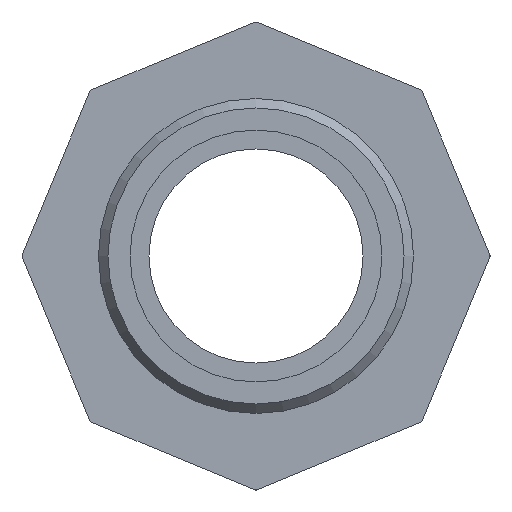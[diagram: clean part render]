
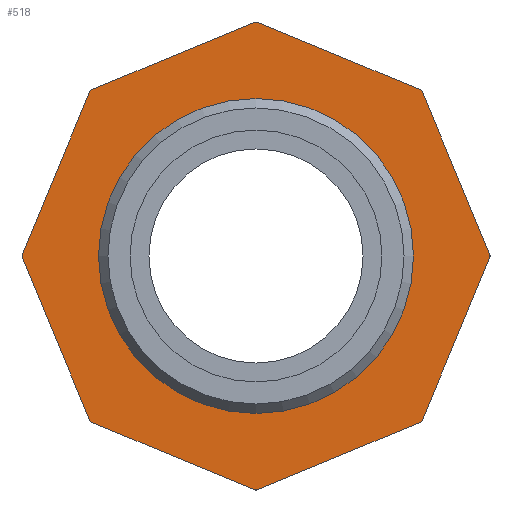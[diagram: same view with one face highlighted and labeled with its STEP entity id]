
A CAD part, left-side view. The second image highlights one B-rep face of the part: STEP entity #518.
In plain terms, the highlighted planar face has unit normal (-1, 0, 0).
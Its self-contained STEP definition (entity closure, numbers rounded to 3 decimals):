
#35=FACE_BOUND('',#111,.T.);
#49=PLANE('',#599);
#77=FACE_OUTER_BOUND('',#110,.T.);
#110=EDGE_LOOP('',(#463,#464,#465,#466,#467,#468,#469,#470,#471,#472,#473,
#474,#475,#476,#477,#478));
#111=EDGE_LOOP('',(#479));
#124=LINE('',#805,#162);
#134=LINE('',#843,#172);
#137=LINE('',#851,#175);
#140=LINE('',#859,#178);
#143=LINE('',#867,#181);
#146=LINE('',#875,#184);
#149=LINE('',#883,#187);
#151=LINE('',#889,#189);
#162=VECTOR('',#639,10.);
#172=VECTOR('',#673,10.);
#175=VECTOR('',#682,10.);
#178=VECTOR('',#691,10.);
#181=VECTOR('',#700,10.);
#184=VECTOR('',#709,10.);
#187=VECTOR('',#718,10.);
#189=VECTOR('',#726,10.);
#198=CIRCLE('',#550,20.);
#200=CIRCLE('',#553,0.5);
#209=CIRCLE('',#565,0.5);
#210=CIRCLE('',#568,0.5);
#211=CIRCLE('',#571,0.5);
#212=CIRCLE('',#574,0.5);
#213=CIRCLE('',#577,0.5);
#214=CIRCLE('',#580,0.5);
#215=CIRCLE('',#583,0.5);
#232=VERTEX_POINT('',#788);
#235=VERTEX_POINT('',#795);
#236=VERTEX_POINT('',#797);
#238=VERTEX_POINT('',#803);
#253=VERTEX_POINT('',#837);
#254=VERTEX_POINT('',#841);
#255=VERTEX_POINT('',#845);
#256=VERTEX_POINT('',#849);
#257=VERTEX_POINT('',#853);
#258=VERTEX_POINT('',#857);
#259=VERTEX_POINT('',#861);
#260=VERTEX_POINT('',#865);
#261=VERTEX_POINT('',#869);
#262=VERTEX_POINT('',#873);
#263=VERTEX_POINT('',#877);
#264=VERTEX_POINT('',#881);
#265=VERTEX_POINT('',#885);
#281=EDGE_CURVE('',#232,#232,#198,.T.);
#285=EDGE_CURVE('',#235,#236,#200,.T.);
#289=EDGE_CURVE('',#238,#235,#124,.T.);
#306=EDGE_CURVE('',#253,#238,#209,.T.);
#308=EDGE_CURVE('',#254,#253,#134,.T.);
#310=EDGE_CURVE('',#255,#254,#210,.T.);
#312=EDGE_CURVE('',#256,#255,#137,.T.);
#314=EDGE_CURVE('',#257,#256,#211,.T.);
#316=EDGE_CURVE('',#258,#257,#140,.T.);
#318=EDGE_CURVE('',#259,#258,#212,.T.);
#320=EDGE_CURVE('',#260,#259,#143,.T.);
#322=EDGE_CURVE('',#261,#260,#213,.T.);
#324=EDGE_CURVE('',#262,#261,#146,.T.);
#326=EDGE_CURVE('',#263,#262,#214,.T.);
#328=EDGE_CURVE('',#264,#263,#149,.T.);
#330=EDGE_CURVE('',#265,#264,#215,.T.);
#331=EDGE_CURVE('',#236,#265,#151,.T.);
#463=ORIENTED_EDGE('',*,*,#285,.F.);
#464=ORIENTED_EDGE('',*,*,#289,.F.);
#465=ORIENTED_EDGE('',*,*,#306,.F.);
#466=ORIENTED_EDGE('',*,*,#308,.F.);
#467=ORIENTED_EDGE('',*,*,#310,.F.);
#468=ORIENTED_EDGE('',*,*,#312,.F.);
#469=ORIENTED_EDGE('',*,*,#314,.F.);
#470=ORIENTED_EDGE('',*,*,#316,.F.);
#471=ORIENTED_EDGE('',*,*,#318,.F.);
#472=ORIENTED_EDGE('',*,*,#320,.F.);
#473=ORIENTED_EDGE('',*,*,#322,.F.);
#474=ORIENTED_EDGE('',*,*,#324,.F.);
#475=ORIENTED_EDGE('',*,*,#326,.F.);
#476=ORIENTED_EDGE('',*,*,#328,.F.);
#477=ORIENTED_EDGE('',*,*,#330,.F.);
#478=ORIENTED_EDGE('',*,*,#331,.F.);
#479=ORIENTED_EDGE('',*,*,#281,.F.);
#518=ADVANCED_FACE('',(#77,#35),#49,.F.);
#550=AXIS2_PLACEMENT_3D('',#789,#624,#625);
#553=AXIS2_PLACEMENT_3D('',#798,#632,#633);
#565=AXIS2_PLACEMENT_3D('',#839,#668,#669);
#568=AXIS2_PLACEMENT_3D('',#847,#677,#678);
#571=AXIS2_PLACEMENT_3D('',#855,#686,#687);
#574=AXIS2_PLACEMENT_3D('',#863,#695,#696);
#577=AXIS2_PLACEMENT_3D('',#871,#704,#705);
#580=AXIS2_PLACEMENT_3D('',#879,#713,#714);
#583=AXIS2_PLACEMENT_3D('',#887,#722,#723);
#599=AXIS2_PLACEMENT_3D('',#913,#757,#758);
#624=DIRECTION('center_axis',(-1.,0.,0.));
#625=DIRECTION('ref_axis',(0.,1.,0.));
#632=DIRECTION('center_axis',(1.,0.,0.));
#633=DIRECTION('ref_axis',(0.,0.707,-0.707));
#639=DIRECTION('',(0.,0.924,0.383));
#668=DIRECTION('center_axis',(1.,0.,0.));
#669=DIRECTION('ref_axis',(0.,0.,-1.));
#673=DIRECTION('',(0.,0.924,-0.383));
#677=DIRECTION('center_axis',(1.,0.,0.));
#678=DIRECTION('ref_axis',(0.,-0.707,-0.707));
#682=DIRECTION('',(0.,0.383,-0.924));
#686=DIRECTION('center_axis',(1.,0.,0.));
#687=DIRECTION('ref_axis',(0.,-1.,0.));
#691=DIRECTION('',(0.,-0.383,-0.924));
#695=DIRECTION('center_axis',(1.,0.,0.));
#696=DIRECTION('ref_axis',(0.,-0.707,0.707));
#700=DIRECTION('',(0.,-0.924,-0.383));
#704=DIRECTION('center_axis',(1.,0.,0.));
#705=DIRECTION('ref_axis',(0.,0.,1.));
#709=DIRECTION('',(0.,-0.924,0.383));
#713=DIRECTION('center_axis',(1.,0.,0.));
#714=DIRECTION('ref_axis',(0.,0.707,0.707));
#718=DIRECTION('',(0.,-0.383,0.924));
#722=DIRECTION('center_axis',(1.,0.,0.));
#723=DIRECTION('ref_axis',(0.,1.,0.));
#726=DIRECTION('',(0.,0.383,0.924));
#757=DIRECTION('center_axis',(1.,0.,0.));
#758=DIRECTION('ref_axis',(0.,0.,-1.));
#788=CARTESIAN_POINT('',(-1.,-20.,0.));
#789=CARTESIAN_POINT('Origin',(-1.,0.,
0.));
#795=CARTESIAN_POINT('',(-1.,20.856,-21.127));
#797=CARTESIAN_POINT('',(-1.,21.127,-20.856));
#798=CARTESIAN_POINT('Origin',(-1.,20.665,-20.665));
#803=CARTESIAN_POINT('',(-1.,0.191,-29.687));
#805=CARTESIAN_POINT('',(-1.,0.,-29.766));
#837=CARTESIAN_POINT('',(-1.,-0.191,-29.687));
#839=CARTESIAN_POINT('Origin',(-1.,0.,
-29.225));
#841=CARTESIAN_POINT('',(-1.,-20.856,-21.127));
#843=CARTESIAN_POINT('',(-1.,-21.048,-21.048));
#845=CARTESIAN_POINT('',(-1.,-21.127,-20.856));
#847=CARTESIAN_POINT('Origin',(-1.,-20.665,-20.665));
#849=CARTESIAN_POINT('',(-1.,-29.687,-0.191));
#851=CARTESIAN_POINT('',(-1.,-29.766,0.));
#853=CARTESIAN_POINT('',(-1.,-29.687,0.191));
#855=CARTESIAN_POINT('Origin',(-1.,-29.225,0.));
#857=CARTESIAN_POINT('',(-1.,-21.127,20.856));
#859=CARTESIAN_POINT('',(-1.,-21.048,21.048));
#861=CARTESIAN_POINT('',(-1.,-20.856,21.127));
#863=CARTESIAN_POINT('Origin',(-1.,-20.665,20.665));
#865=CARTESIAN_POINT('',(-1.,-0.191,29.687));
#867=CARTESIAN_POINT('',(-1.,0.,29.766));
#869=CARTESIAN_POINT('',(-1.,0.191,29.687));
#871=CARTESIAN_POINT('Origin',(-1.,0.,
29.225));
#873=CARTESIAN_POINT('',(-1.,20.856,21.127));
#875=CARTESIAN_POINT('',(-1.,21.048,21.048));
#877=CARTESIAN_POINT('',(-1.,21.127,20.856));
#879=CARTESIAN_POINT('Origin',(-1.,20.665,20.665));
#881=CARTESIAN_POINT('',(-1.,29.687,0.191));
#883=CARTESIAN_POINT('',(-1.,29.766,0.));
#885=CARTESIAN_POINT('',(-1.,29.687,-0.191));
#887=CARTESIAN_POINT('Origin',(-1.,29.225,0.));
#889=CARTESIAN_POINT('',(-1.,21.048,-21.048));
#913=CARTESIAN_POINT('Origin',(-1.,0.,
0.));
